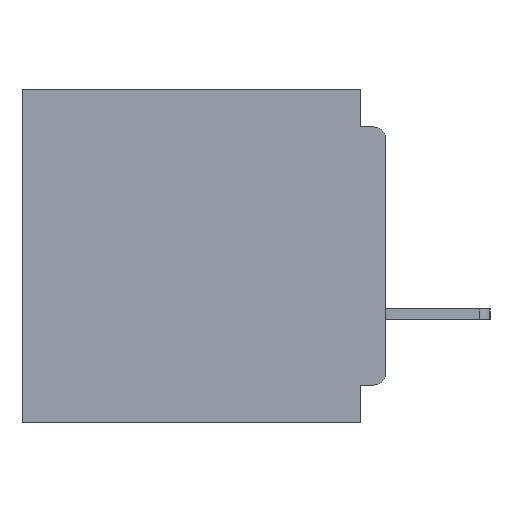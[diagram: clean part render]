
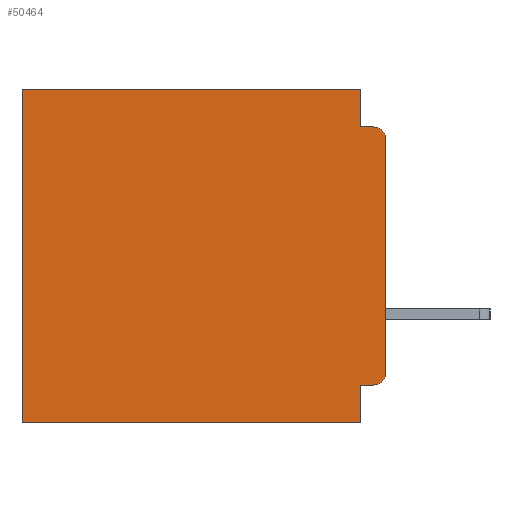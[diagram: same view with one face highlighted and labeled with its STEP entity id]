
A CAD part, left-side view. The second image highlights one B-rep face of the part: STEP entity #50464.
In plain terms, the highlighted planar face has unit normal (-1, 0, 0).
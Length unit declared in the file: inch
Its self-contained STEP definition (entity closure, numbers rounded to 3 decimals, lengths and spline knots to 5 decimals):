
#416 = VECTOR ( 'NONE', #19571, 39.37008 ) ;
#421 = VECTOR ( 'NONE', #7986, 39.37008 ) ;
#775 = CARTESIAN_POINT ( 'NONE',  ( 0.3, 0.015, -0.34 ) ) ;
#1135 = LINE ( 'NONE', #30038, #48752 ) ;
#1930 = LINE ( 'NONE', #8325, #421 ) ;
#2150 = VERTEX_POINT ( 'NONE', #22437 ) ;
#2488 = CARTESIAN_POINT ( 'NONE',  ( 0.3, 0., -0.34 ) ) ;
#2892 = VERTEX_POINT ( 'NONE', #2488 ) ;
#2911 = EDGE_CURVE ( 'NONE', #7423, #37323, #39757, .T. ) ;
#4179 = CARTESIAN_POINT ( 'NONE',  ( 0.3, 0.437, -0.4 ) ) ;
#5342 = EDGE_CURVE ( 'NONE', #26055, #37323, #1930, .T. ) ;
#5514 = DIRECTION ( 'NONE',  ( 0., 0., -1. ) ) ;
#7423 = VERTEX_POINT ( 'NONE', #29386 ) ;
#7986 = DIRECTION ( 'NONE',  ( 0., -1., 0. ) ) ;
#8241 = CARTESIAN_POINT ( 'NONE',  ( 0.3, 0.015, -0.045 ) ) ;
#8325 = CARTESIAN_POINT ( 'NONE',  ( 0.3, 0., -0.045 ) ) ;
#10277 = LINE ( 'NONE', #31386, #56200 ) ;
#13505 = ORIENTED_EDGE ( 'NONE', *, *, #17494, .T. ) ;
#13544 = ORIENTED_EDGE ( 'NONE', *, *, #35859, .F. ) ;
#15023 = VECTOR ( 'NONE', #47864, 39.37008 ) ;
#15260 = DIRECTION ( 'NONE',  ( 0., 1., 0. ) ) ;
#16520 = ORIENTED_EDGE ( 'NONE', *, *, #22763, .T. ) ;
#17319 = EDGE_CURVE ( 'NONE', #7423, #2892, #38735, .T. ) ;
#17494 = EDGE_CURVE ( 'NONE', #52704, #28107, #1135, .T. ) ;
#18305 = AXIS2_PLACEMENT_3D ( 'NONE', #32456, #44090, #52581 ) ;
#19571 = DIRECTION ( 'NONE',  ( 0., 0., -1. ) ) ;
#20965 = DIRECTION ( 'NONE',  ( 0., 0., -1. ) ) ;
#21373 = CARTESIAN_POINT ( 'NONE',  ( 0.3, 0., -0.4 ) ) ;
#22437 = CARTESIAN_POINT ( 'NONE',  ( 0.3, 0.031, -0.355 ) ) ;
#22763 = EDGE_CURVE ( 'NONE', #48441, #2892, #39449, .T. ) ;
#23200 = VECTOR ( 'NONE', #48901, 39.37008 ) ;
#25973 = DIRECTION ( 'NONE',  ( 0., 0., -1. ) ) ;
#26035 = EDGE_CURVE ( 'NONE', #45236, #52704, #10277, .T. ) ;
#26055 = VERTEX_POINT ( 'NONE', #45219 ) ;
#26062 = LINE ( 'NONE', #57827, #23200 ) ;
#28107 = VERTEX_POINT ( 'NONE', #4179 ) ;
#28618 = CARTESIAN_POINT ( 'NONE',  ( 0.3, 0., -0.4 ) ) ;
#29314 = EDGE_LOOP ( 'NONE', ( #42224, #42797, #50250, #44081, #54568, #13505, #50093, #57764, #13544, #16520 ) ) ;
#29386 = CARTESIAN_POINT ( 'NONE',  ( 0.3, 0., -0.06 ) ) ;
#30038 = CARTESIAN_POINT ( 'NONE',  ( 0.3, 0.437, -0.4 ) ) ;
#31386 = CARTESIAN_POINT ( 'NONE',  ( 0.3, 0., 0. ) ) ;
#32456 = CARTESIAN_POINT ( 'NONE',  ( 0.3, 0.015, -0.06 ) ) ;
#33119 = DIRECTION ( 'NONE',  ( -1., 0., 0. ) ) ;
#33363 = LINE ( 'NONE', #33515, #56273 ) ;
#33515 = CARTESIAN_POINT ( 'NONE',  ( 0.3, 0., -0.355 ) ) ;
#34238 = CARTESIAN_POINT ( 'NONE',  ( 0.3, 0.031, 0. ) ) ;
#34890 = VECTOR ( 'NONE', #42047, 39.37008 ) ;
#35859 = EDGE_CURVE ( 'NONE', #48441, #2150, #33363, .T. ) ;
#36749 = AXIS2_PLACEMENT_3D ( 'NONE', #775, #33119, #5514 ) ;
#37323 = VERTEX_POINT ( 'NONE', #8241 ) ;
#38735 = LINE ( 'NONE', #28618, #416 ) ;
#39449 = CIRCLE ( 'NONE', #36749, 0.015 ) ;
#39757 = CIRCLE ( 'NONE', #18305, 0.015 ) ;
#40380 = DIRECTION ( 'NONE',  ( 0., 1., 0. ) ) ;
#42047 = DIRECTION ( 'NONE',  ( 0., 1., 0. ) ) ;
#42224 = ORIENTED_EDGE ( 'NONE', *, *, #17319, .F. ) ;
#42797 = ORIENTED_EDGE ( 'NONE', *, *, #2911, .T. ) ;
#42990 = FACE_OUTER_BOUND ( 'NONE', #29314, .T. ) ;
#43238 = CARTESIAN_POINT ( 'NONE',  ( 0.3, 0.031, 0. ) ) ;
#44081 = ORIENTED_EDGE ( 'NONE', *, *, #50358, .F. ) ;
#44090 = DIRECTION ( 'NONE',  ( -1., 0., 0. ) ) ;
#45219 = CARTESIAN_POINT ( 'NONE',  ( 0.3, 0.031, -0.045 ) ) ;
#45236 = VERTEX_POINT ( 'NONE', #34238 ) ;
#46009 = AXIS2_PLACEMENT_3D ( 'NONE', #21373, #53431, #25973 ) ;
#46429 = CARTESIAN_POINT ( 'NONE',  ( 0.3, 0.015, -0.355 ) ) ;
#46670 = CARTESIAN_POINT ( 'NONE',  ( 0.3, 0., -0.4 ) ) ;
#47103 = LINE ( 'NONE', #46670, #34890 ) ;
#47628 = EDGE_CURVE ( 'NONE', #2150, #59033, #26062, .T. ) ;
#47864 = DIRECTION ( 'NONE',  ( 0., 0., -1. ) ) ;
#48441 = VERTEX_POINT ( 'NONE', #46429 ) ;
#48752 = VECTOR ( 'NONE', #20965, 39.37008 ) ;
#48849 = PLANE ( 'NONE',  #46009 ) ;
#48901 = DIRECTION ( 'NONE',  ( 0., 0., -1. ) ) ;
#50093 = ORIENTED_EDGE ( 'NONE', *, *, #52078, .F. ) ;
#50250 = ORIENTED_EDGE ( 'NONE', *, *, #5342, .F. ) ;
#50358 = EDGE_CURVE ( 'NONE', #45236, #26055, #51617, .T. ) ;
#50464 = ADVANCED_FACE ( 'NONE', ( #42990 ), #48849, .F. ) ;
#51617 = LINE ( 'NONE', #43238, #15023 ) ;
#52078 = EDGE_CURVE ( 'NONE', #59033, #28107, #47103, .T. ) ;
#52082 = CARTESIAN_POINT ( 'NONE',  ( 0.3, 0.031, -0.4 ) ) ;
#52581 = DIRECTION ( 'NONE',  ( 0., 0., -1. ) ) ;
#52704 = VERTEX_POINT ( 'NONE', #56361 ) ;
#53431 = DIRECTION ( 'NONE',  ( 1., 0., 0. ) ) ;
#54568 = ORIENTED_EDGE ( 'NONE', *, *, #26035, .T. ) ;
#56200 = VECTOR ( 'NONE', #40380, 39.37008 ) ;
#56273 = VECTOR ( 'NONE', #15260, 39.37008 ) ;
#56361 = CARTESIAN_POINT ( 'NONE',  ( 0.3, 0.437, 0. ) ) ;
#57764 = ORIENTED_EDGE ( 'NONE', *, *, #47628, .F. ) ;
#57827 = CARTESIAN_POINT ( 'NONE',  ( 0.3, 0.031, -0.4 ) ) ;
#59033 = VERTEX_POINT ( 'NONE', #52082 ) ;
